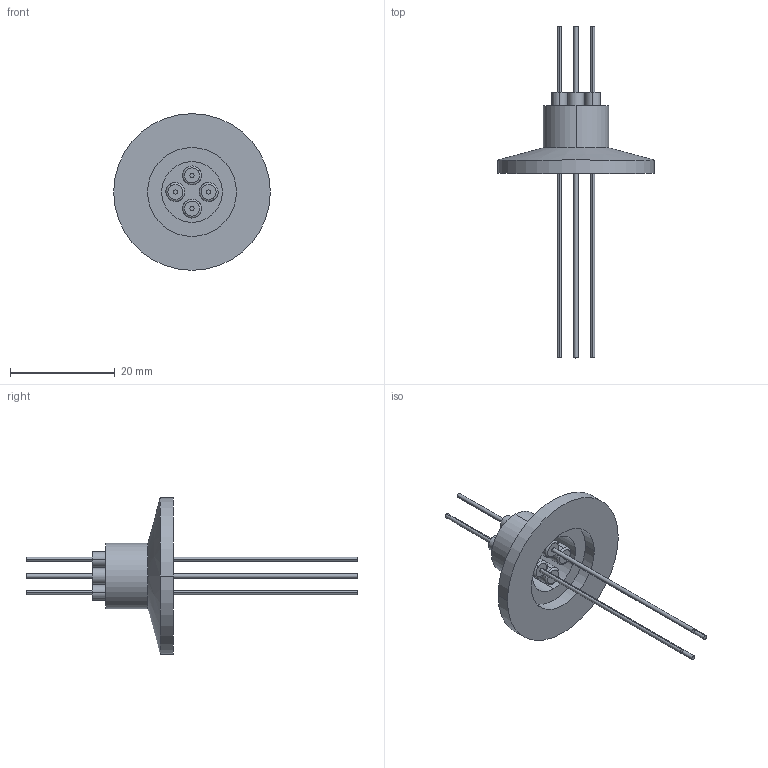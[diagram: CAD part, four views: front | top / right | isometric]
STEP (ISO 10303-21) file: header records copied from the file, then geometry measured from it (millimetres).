
FILE_DESCRIPTION (( 'STEP AP203' ), '1' );
FILE_NAME ('A0501-1-QF.STEP', '2013-05-13T12:29:30', ( '' ), ( '' ), 'SwSTEP 2.0', 'SolidWorks 2012', '' );
FILE_SCHEMA (( 'CONFIG_CONTROL_DESIGN' ));
Length unit declared in the file: inch
Products named in the file (1): A0501-1-QF
Bounding box: 29.97 x 63.5 x 29.97 mm (x, y, z)
Volume: 2586.9 mm3; surface area: 3611 mm2
Topology: 1 solids, 5 shells, 126 faces, 264 edges, 166 vertices
Faces by surface type: cylinder 72, plane 28, cone 18, bspline 8
Entity records: 3589 total; most frequent: CARTESIAN_POINT 701, DIRECTION 660, ORIENTED_EDGE 528, AXIS2_PLACEMENT_3D 285, EDGE_CURVE 264, VERTEX_POINT 166, CIRCLE 166, EDGE_LOOP 152
